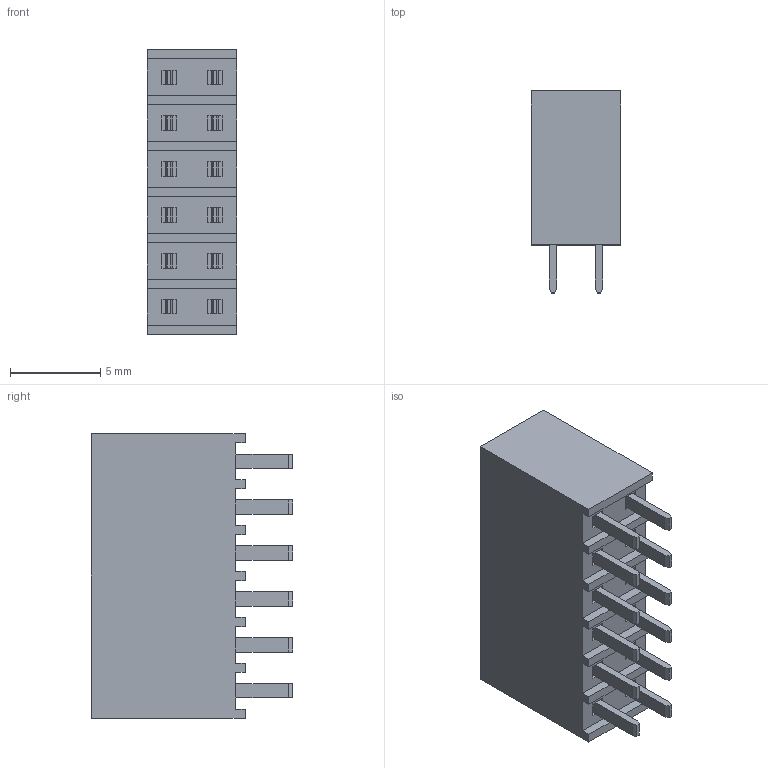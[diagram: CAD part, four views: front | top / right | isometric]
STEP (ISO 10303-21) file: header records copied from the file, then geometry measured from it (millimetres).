
FILE_DESCRIPTION (( 'STEP AP203' ), '1' );
FILE_NAME ('SSW-106-01-X-D.step', '2013-04-30T13:21:55', ( 'Test' ), ( 'SAMTEC' ), 'SwSTEP 2.0', 'SolidWorks 2012', '' );
FILE_SCHEMA (( 'CONFIG_CONTROL_DESIGN' ));
Length unit declared in the file: inch
Products named in the file (1): SSW-106-01-X-D
Bounding box: 4.95 x 11.15 x 15.75 mm (x, y, z)
Volume: 585 mm3; surface area: 909.7 mm2
Topology: 1 solids, 1 shells, 318 faces, 780 edges, 488 vertices
Faces by surface type: plane 318
Entity records: 9115 total; most frequent: CARTESIAN_POINT 1587, ORIENTED_EDGE 1560, DIRECTION 1418, VECTOR 780, LINE 780, EDGE_CURVE 780, VERTEX_POINT 488, EDGE_LOOP 342
